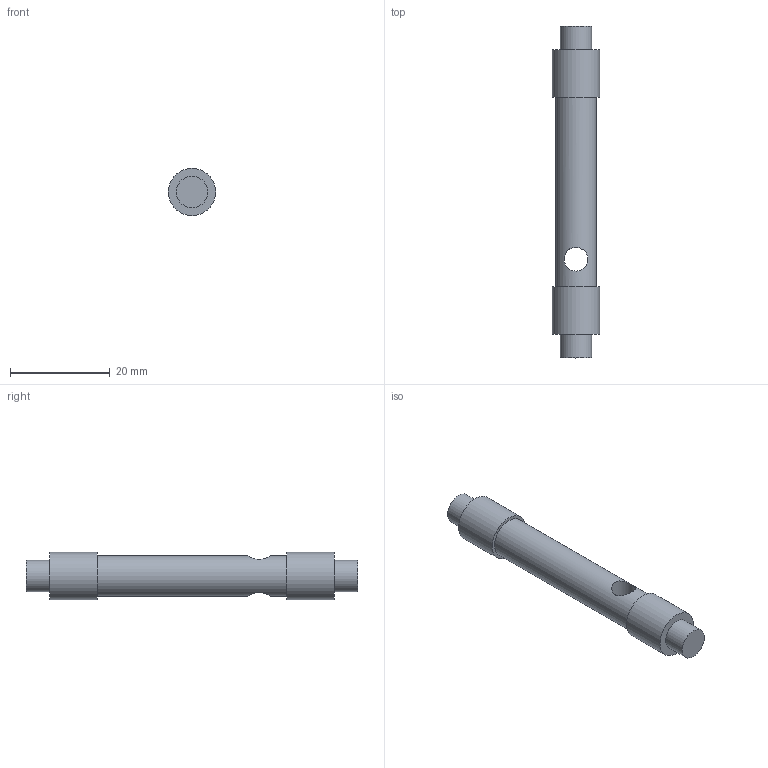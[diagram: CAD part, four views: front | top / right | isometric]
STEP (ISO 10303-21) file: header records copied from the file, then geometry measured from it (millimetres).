
FILE_DESCRIPTION(/* description */ (''),/* implementation_level */ '2;1');
FILE_NAME(/* name */ '039425-01 MH Roller Idler Shaft (short).step',/* time_stamp */ '2024-06-06T16:31:12-05:00',/* author */ (''),/* organization */ (''),/* preprocessor_version */ 'ST-DEVELOPER v20',/* originating_system */ 'Autodesk Translation Framework v13.14.0.145',/* authorisation */ '');
FILE_SCHEMA (('AUTOMOTIVE_DESIGN { 1 0 10303 214 3 1 1 }'));
Length unit declared in the file: inch
Products named in the file (1): 039425-01 MH Roller Idler Shaft (short)
Bounding box: 9.5 x 66.6 x 9.5 mm (x, y, z)
Volume: 3488 mm3; surface area: 1982.2 mm2
Topology: 1 solids, 1 shells, 12 faces, 22 edges, 16 vertices
Faces by surface type: cylinder 6, plane 6
Full cylindrical faces by diameter (mm): 4.762 x1, 6.286 x2, 8.141 x1, 9.5 x2
Entity records: 405 total; most frequent: CARTESIAN_POINT 121, DIRECTION 52, ORIENTED_EDGE 44, AXIS2_PLACEMENT_3D 23, EDGE_CURVE 22, EDGE_LOOP 18, VERTEX_POINT 16, FACE_OUTER_BOUND 12
